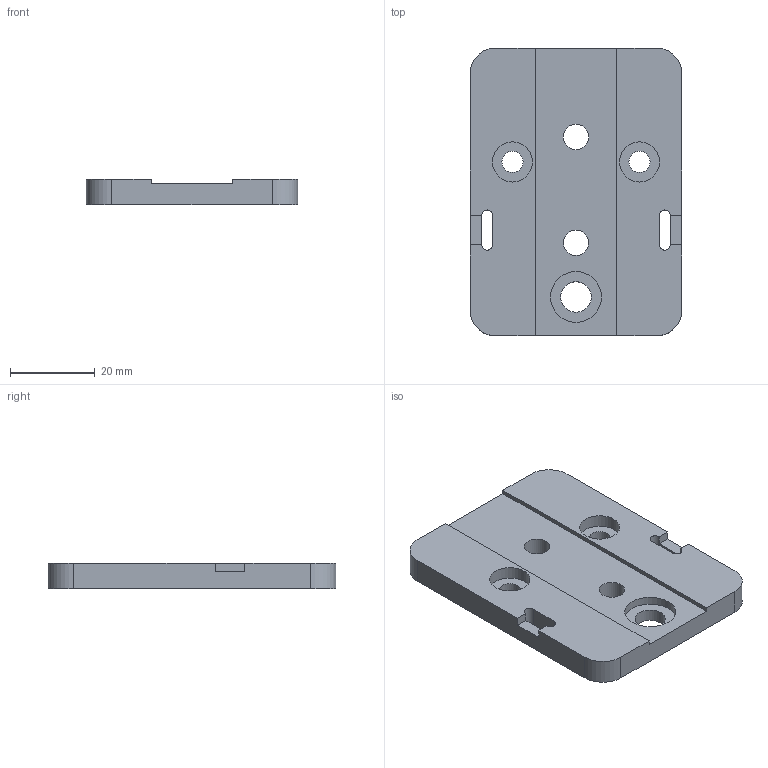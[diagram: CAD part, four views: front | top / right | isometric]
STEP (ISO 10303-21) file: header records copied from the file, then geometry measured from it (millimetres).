
FILE_DESCRIPTION( ( '' ), ' ' );
FILE_NAME( '57b42d44e4b08d2229dc8356.step', '2016-08-17T09:24:20', ( '' ), ( '' ), ' ', ' ', ' ' );
FILE_SCHEMA( ( 'AUTOMOTIVE_DESIGN { 1 0 10303 214 1 1 1 1 }' ) );
Length unit declared in the file: metre
Products named in the file (1): FLM_mini v plate_C
Bounding box: 50 x 68 x 6 mm (x, y, z)
Volume: 17388.4 mm3; surface area: 8660.5 mm2
Topology: 1 solids, 1 shells, 39 faces, 104 edges, 68 vertices
Faces by surface type: plane 23, cylinder 16
Full cylindrical faces by diameter (mm): 5.01 x2, 6 x2, 7.2 x1, 9.5 x2, 12 x1
Entity records: 1534 total; most frequent: DIRECTION 208, CARTESIAN_POINT 204, ORIENTED_EDGE 192, EDGE_CURVE 96, AXIS2_PLACEMENT_3D 72, VERTEX_POINT 68, LINE 64, VECTOR 64
